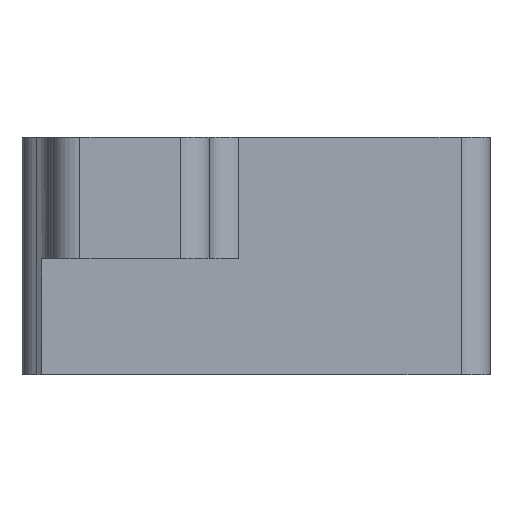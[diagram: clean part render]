
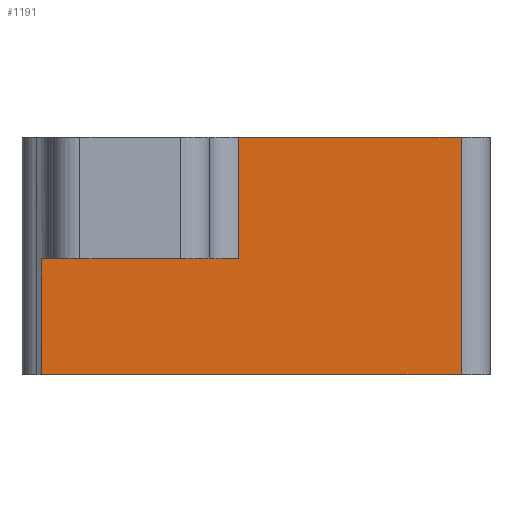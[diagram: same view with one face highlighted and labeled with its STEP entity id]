
A CAD part, front view. The second image highlights one B-rep face of the part: STEP entity #1191.
In plain terms, the highlighted planar face has unit normal (0, -1, 0).
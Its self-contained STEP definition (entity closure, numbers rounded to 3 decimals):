
#111=FACE_OUTER_BOUND('',#180,.T.);
#180=EDGE_LOOP('',(#1023,#1024,#1025,#1026,#1027,#1028,#1029,#1030,#1031,
#1032));
#198=LINE('',#1694,#308);
#202=LINE('',#1709,#312);
#210=LINE('',#1728,#320);
#213=LINE('',#1736,#323);
#214=LINE('',#1741,#324);
#278=LINE('',#1992,#388);
#289=LINE('',#2024,#399);
#290=LINE('',#2026,#400);
#291=LINE('',#2027,#401);
#292=LINE('',#2028,#402);
#308=VECTOR('',#1343,10.);
#312=VECTOR('',#1355,10.);
#320=VECTOR('',#1373,10.);
#323=VECTOR('',#1382,10.);
#324=VECTOR('',#1387,10.);
#388=VECTOR('',#1591,10.);
#399=VECTOR('',#1628,10.);
#400=VECTOR('',#1631,10.);
#401=VECTOR('',#1632,10.);
#402=VECTOR('',#1633,10.);
#475=VERTEX_POINT('',#1679);
#481=VERTEX_POINT('',#1691);
#482=VERTEX_POINT('',#1693);
#489=VERTEX_POINT('',#1707);
#495=VERTEX_POINT('',#1727);
#497=VERTEX_POINT('',#1735);
#498=VERTEX_POINT('',#1739);
#499=VERTEX_POINT('',#1740);
#574=VERTEX_POINT('',#1990);
#582=VERTEX_POINT('',#2022);
#598=EDGE_CURVE('',#482,#481,#198,.T.);
#606=EDGE_CURVE('',#475,#489,#202,.T.);
#615=EDGE_CURVE('',#475,#495,#210,.T.);
#619=EDGE_CURVE('',#482,#497,#213,.T.);
#621=EDGE_CURVE('',#498,#499,#214,.T.);
#728=EDGE_CURVE('',#489,#574,#278,.T.);
#744=EDGE_CURVE('',#498,#582,#289,.T.);
#745=EDGE_CURVE('',#495,#582,#290,.T.);
#746=EDGE_CURVE('',#497,#574,#291,.T.);
#747=EDGE_CURVE('',#499,#481,#292,.T.);
#1023=ORIENTED_EDGE('',*,*,#621,.F.);
#1024=ORIENTED_EDGE('',*,*,#744,.T.);
#1025=ORIENTED_EDGE('',*,*,#745,.F.);
#1026=ORIENTED_EDGE('',*,*,#615,.F.);
#1027=ORIENTED_EDGE('',*,*,#606,.T.);
#1028=ORIENTED_EDGE('',*,*,#728,.T.);
#1029=ORIENTED_EDGE('',*,*,#746,.F.);
#1030=ORIENTED_EDGE('',*,*,#619,.F.);
#1031=ORIENTED_EDGE('',*,*,#598,.T.);
#1032=ORIENTED_EDGE('',*,*,#747,.F.);
#1137=PLANE('',#1312);
#1191=ADVANCED_FACE('',(#111),#1137,.T.);
#1312=AXIS2_PLACEMENT_3D('',#2025,#1629,#1630);
#1343=DIRECTION('',(-1.,0.,0.));
#1355=DIRECTION('',(-1.,0.,0.));
#1373=DIRECTION('',(0.,0.,1.));
#1382=DIRECTION('',(0.,0.,1.));
#1387=DIRECTION('',(-1.,0.,0.));
#1591=DIRECTION('',(0.,0.,1.));
#1628=DIRECTION('',(0.,0.,1.));
#1629=DIRECTION('center_axis',(0.,-1.,0.));
#1630=DIRECTION('ref_axis',(1.,0.,0.));
#1631=DIRECTION('',(1.,0.,0.));
#1632=DIRECTION('',(1.,0.,0.));
#1633=DIRECTION('',(0.,0.,1.));
#1679=CARTESIAN_POINT('',(31.4,-6.,20.));
#1691=CARTESIAN_POINT('',(-2.594,-6.,20.));
#1693=CARTESIAN_POINT('',(6.8,-6.,20.));
#1694=CARTESIAN_POINT('',(31.4,-6.,20.));
#1707=CARTESIAN_POINT('',(18.6,-6.,20.));
#1709=CARTESIAN_POINT('',(31.4,-6.,20.));
#1727=CARTESIAN_POINT('',(31.4,-6.,41.));
#1728=CARTESIAN_POINT('',(31.4,-6.,0.));
#1735=CARTESIAN_POINT('',(6.8,-6.,41.));
#1736=CARTESIAN_POINT('',(6.8,-6.,0.));
#1739=CARTESIAN_POINT('',(69.8,-6.,0.));
#1740=CARTESIAN_POINT('',(-2.594,-6.,0.));
#1741=CARTESIAN_POINT('',(69.8,-6.,0.));
#1990=CARTESIAN_POINT('',(18.6,-6.,41.));
#1992=CARTESIAN_POINT('',(18.6,-6.,0.));
#2022=CARTESIAN_POINT('',(69.8,-6.,41.));
#2024=CARTESIAN_POINT('',(69.8,-6.,0.));
#2025=CARTESIAN_POINT('Origin',(31.4,-6.,0.));
#2026=CARTESIAN_POINT('',(69.8,-6.,41.));
#2027=CARTESIAN_POINT('',(24.858,-6.,41.));
#2028=CARTESIAN_POINT('',(-2.594,-6.,0.));
